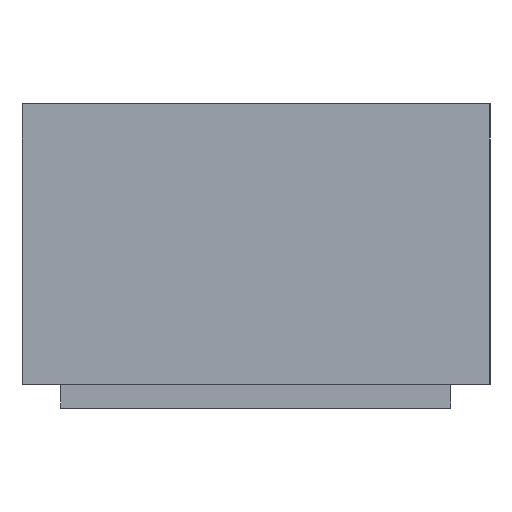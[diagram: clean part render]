
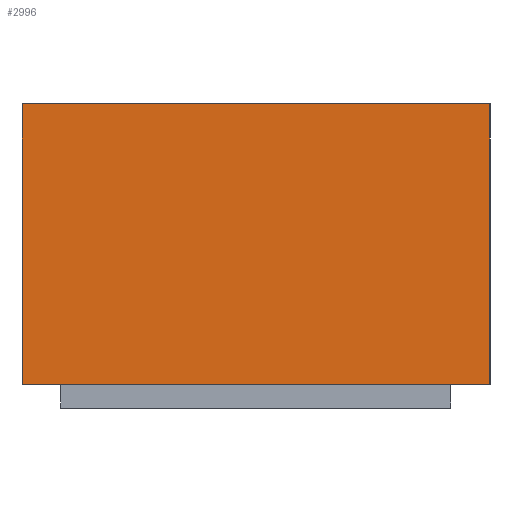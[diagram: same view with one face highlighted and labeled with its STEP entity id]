
A CAD part, left-side view. The second image highlights one B-rep face of the part: STEP entity #2996.
In plain terms, the highlighted planar face has unit normal (-1, 0, 0).
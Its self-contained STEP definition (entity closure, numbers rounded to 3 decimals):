
#340 = VECTOR ( 'NONE', #11255, 1000. ) ;
#1406 = CARTESIAN_POINT ( 'NONE',  ( -0.5, 0.3, 0. ) ) ;
#1497 = VECTOR ( 'NONE', #5704, 1000. ) ;
#1641 = LINE ( 'NONE', #6484, #340 ) ;
#2334 = CARTESIAN_POINT ( 'NONE',  ( -0.5, -0.3, 0. ) ) ;
#2653 = ORIENTED_EDGE ( 'NONE', *, *, #14544, .T. ) ;
#2996 = ADVANCED_FACE ( 'NONE', ( #6823 ), #13028, .F. ) ;
#3151 = CARTESIAN_POINT ( 'NONE',  ( -0.5, 0.3, 0.36 ) ) ;
#3879 = DIRECTION ( 'NONE',  ( 0., -1., 0. ) ) ;
#4224 = EDGE_CURVE ( 'NONE', #11961, #15182, #7600, .T. ) ;
#4266 = VERTEX_POINT ( 'NONE', #1406 ) ;
#4524 = AXIS2_PLACEMENT_3D ( 'NONE', #15326, #15254, #6908 ) ;
#5443 = VERTEX_POINT ( 'NONE', #2334 ) ;
#5492 = LINE ( 'NONE', #13769, #12674 ) ;
#5704 = DIRECTION ( 'NONE',  ( 0., 0., -1. ) ) ;
#6484 = CARTESIAN_POINT ( 'NONE',  ( -0.5, 0.3, 0. ) ) ;
#6564 = EDGE_CURVE ( 'NONE', #4266, #5443, #1641, .T. ) ;
#6823 = FACE_OUTER_BOUND ( 'NONE', #11653, .T. ) ;
#6908 = DIRECTION ( 'NONE',  ( 0., 0., -1. ) ) ;
#7600 = LINE ( 'NONE', #10155, #11830 ) ;
#8093 = EDGE_CURVE ( 'NONE', #15182, #5443, #5492, .T. ) ;
#9630 = ORIENTED_EDGE ( 'NONE', *, *, #6564, .T. ) ;
#10155 = CARTESIAN_POINT ( 'NONE',  ( -0.5, 0.3, 0.36 ) ) ;
#10230 = LINE ( 'NONE', #3151, #1497 ) ;
#10970 = ORIENTED_EDGE ( 'NONE', *, *, #4224, .F. ) ;
#11212 = CARTESIAN_POINT ( 'NONE',  ( -0.5, 0.3, 0.36 ) ) ;
#11255 = DIRECTION ( 'NONE',  ( 0., -1., 0. ) ) ;
#11653 = EDGE_LOOP ( 'NONE', ( #9630, #12776, #10970, #2653 ) ) ;
#11830 = VECTOR ( 'NONE', #3879, 1000. ) ;
#11961 = VERTEX_POINT ( 'NONE', #11212 ) ;
#12674 = VECTOR ( 'NONE', #13841, 1000. ) ;
#12776 = ORIENTED_EDGE ( 'NONE', *, *, #8093, .F. ) ;
#12895 = CARTESIAN_POINT ( 'NONE',  ( -0.5, -0.3, 0.36 ) ) ;
#13028 = PLANE ( 'NONE',  #4524 ) ;
#13769 = CARTESIAN_POINT ( 'NONE',  ( -0.5, -0.3, 0.36 ) ) ;
#13841 = DIRECTION ( 'NONE',  ( 0., 0., -1. ) ) ;
#14544 = EDGE_CURVE ( 'NONE', #11961, #4266, #10230, .T. ) ;
#15182 = VERTEX_POINT ( 'NONE', #12895 ) ;
#15254 = DIRECTION ( 'NONE',  ( 1., 0., 0. ) ) ;
#15326 = CARTESIAN_POINT ( 'NONE',  ( -0.5, 0.3, 0.36 ) ) ;
